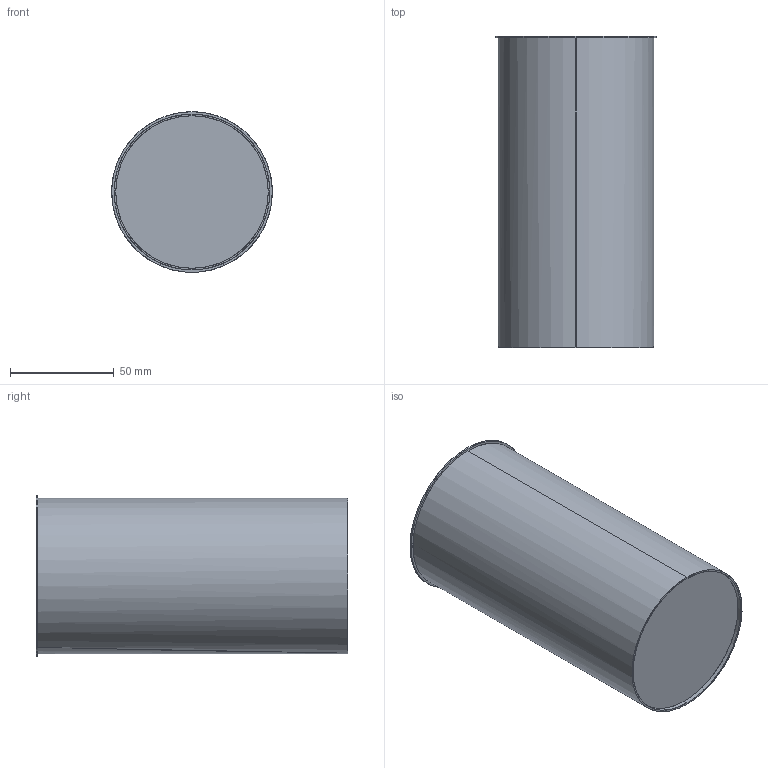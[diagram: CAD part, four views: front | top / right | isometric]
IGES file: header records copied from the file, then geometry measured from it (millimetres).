
Start section: SolidWorks IGES file using analytic representation for surfaces
Global section: file name: 0507553000 outline drawing.IGS; native system: SolidWorks 2012; preprocessor: SolidWorks 2012; author: skch; date: 140627.153416; units: millimetre
Bounding box: 77.38 x 150 x 77.4 mm (x, y, z)
Surface area: 45682.4 mm2 (no closed solid volume)
Topology: 0 solids, 0 shells, 16 faces, 251 edges, 251 vertices
Faces by surface type: revolution 10, bspline 6
